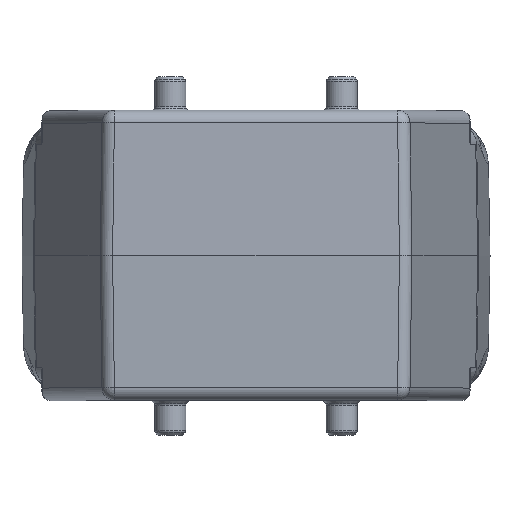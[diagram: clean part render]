
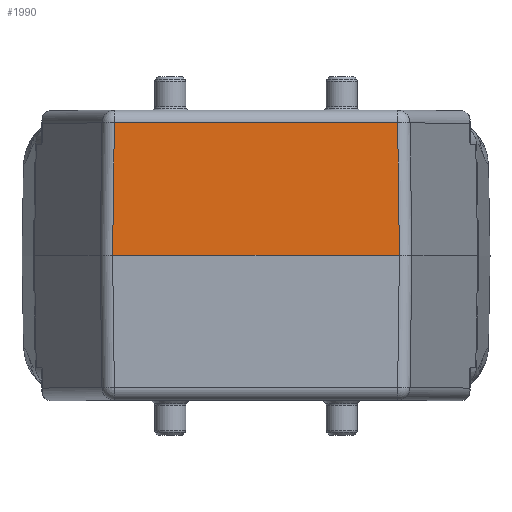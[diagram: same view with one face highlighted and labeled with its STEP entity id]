
A CAD part, top view. The second image highlights one B-rep face of the part: STEP entity #1990.
In plain terms, the highlighted planar face has unit normal (0, 0.018, 1).
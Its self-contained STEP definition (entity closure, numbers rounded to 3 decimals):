
#1229=FACE_OUTER_BOUND('',#3895,.T.);
#1990=ADVANCED_FACE('',(#1229),#2484,.T.);
#2484=PLANE('',#9148);
#2826=LINE('',#13439,#3349);
#2827=LINE('',#13442,#3350);
#2828=LINE('',#13444,#3351);
#2829=LINE('',#13446,#3352);
#3349=VECTOR('',#10240,1.);
#3350=VECTOR('',#10241,1.);
#3351=VECTOR('',#10242,1.);
#3352=VECTOR('',#10243,1.);
#3895=EDGE_LOOP('',(#4767,#4768,#4769,#4770));
#4767=ORIENTED_EDGE('',*,*,#7750,.T.);
#4768=ORIENTED_EDGE('',*,*,#7751,.T.);
#4769=ORIENTED_EDGE('',*,*,#7752,.F.);
#4770=ORIENTED_EDGE('',*,*,#7753,.T.);
#7003=VERTEX_POINT('',#13440);
#7004=VERTEX_POINT('',#13441);
#7005=VERTEX_POINT('',#13443);
#7006=VERTEX_POINT('',#13445);
#7750=EDGE_CURVE('',#7003,#7004,#2826,.T.);
#7751=EDGE_CURVE('',#7004,#7005,#2827,.T.);
#7752=EDGE_CURVE('',#7006,#7005,#2828,.T.);
#7753=EDGE_CURVE('',#7006,#7003,#2829,.T.);
#9148=AXIS2_PLACEMENT_3D('',#13447,#10244,#10245);
#10240=DIRECTION('',(-1.,0.,0.));
#10241=DIRECTION('',(-0.013,-1.,0.017));
#10242=DIRECTION('',(-1.,0.,0.));
#10243=DIRECTION('',(-0.013,1.,-0.017));
#10244=DIRECTION('',(0.,0.017,1.));
#10245=DIRECTION('',(0.,-1.,0.017));
#13439=CARTESIAN_POINT('',(-23.481,20.535,62.492));
#13440=CARTESIAN_POINT('',(21.973,20.535,62.492));
#13441=CARTESIAN_POINT('',(-21.973,20.535,62.492));
#13442=CARTESIAN_POINT('',(-22.248,-0.021,62.85));
#13443=CARTESIAN_POINT('',(-22.248,0.,62.85));
#13444=CARTESIAN_POINT('',(-23.782,0.,62.85));
#13445=CARTESIAN_POINT('',(22.248,0.,62.85));
#13446=CARTESIAN_POINT('',(22.239,0.616,62.839));
#13447=CARTESIAN_POINT('',(-23.782,0.,62.85));
